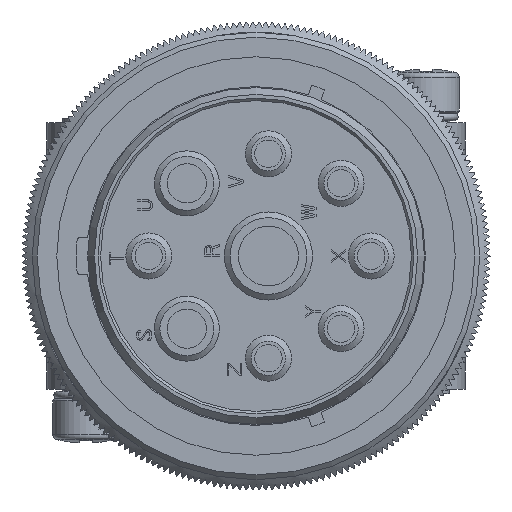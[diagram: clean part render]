
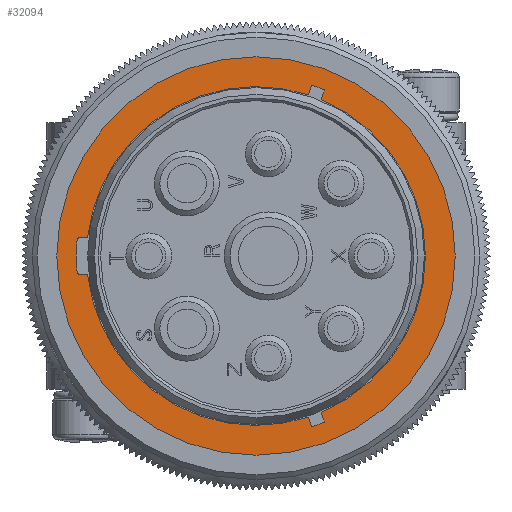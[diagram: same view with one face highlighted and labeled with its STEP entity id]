
A CAD part, left-side view. The second image highlights one B-rep face of the part: STEP entity #32094.
In plain terms, the highlighted face is planar.
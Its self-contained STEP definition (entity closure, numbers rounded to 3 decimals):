
#2305=LINE('',#49264,#3899);
#2306=LINE('',#49265,#3900);
#2307=LINE('',#49269,#3901);
#2308=LINE('',#49273,#3902);
#2309=LINE('',#49277,#3903);
#2310=LINE('',#49278,#3904);
#3899=VECTOR('',#38467,1000.);
#3900=VECTOR('',#38468,1000.);
#3901=VECTOR('',#38471,1000.);
#3902=VECTOR('',#38474,1000.);
#3903=VECTOR('',#38477,1000.);
#3904=VECTOR('',#38478,1000.);
#4804=PLANE('',#34167);
#9122=ORIENTED_EDGE('',*,*,#15043,.T.);
#9123=ORIENTED_EDGE('',*,*,#15044,.T.);
#9124=ORIENTED_EDGE('',*,*,#15045,.T.);
#9125=ORIENTED_EDGE('',*,*,#15046,.T.);
#9126=ORIENTED_EDGE('',*,*,#13184,.F.);
#9127=ORIENTED_EDGE('',*,*,#15047,.T.);
#9128=ORIENTED_EDGE('',*,*,#15048,.T.);
#9129=ORIENTED_EDGE('',*,*,#15049,.T.);
#9130=ORIENTED_EDGE('',*,*,#15050,.F.);
#9131=ORIENTED_EDGE('',*,*,#15051,.T.);
#9132=ORIENTED_EDGE('',*,*,#15052,.T.);
#9133=ORIENTED_EDGE('',*,*,#15053,.T.);
#9134=ORIENTED_EDGE('',*,*,#13178,.F.);
#9135=ORIENTED_EDGE('',*,*,#15054,.T.);
#9136=ORIENTED_EDGE('',*,*,#15042,.T.);
#13178=EDGE_CURVE('',#16484,#16485,#18601,.T.);
#13184=EDGE_CURVE('',#16490,#16491,#18604,.T.);
#15042=EDGE_CURVE('',#17892,#17892,#19089,.T.);
#15043=EDGE_CURVE('',#17893,#17894,#19090,.T.);
#15044=EDGE_CURVE('',#17894,#17895,#19091,.T.);
#15045=EDGE_CURVE('',#17895,#17896,#19092,.T.);
#15046=EDGE_CURVE('',#17896,#16491,#2305,.T.);
#15047=EDGE_CURVE('',#16490,#17897,#2306,.T.);
#15048=EDGE_CURVE('',#17897,#17898,#19093,.T.);
#15049=EDGE_CURVE('',#17898,#17899,#2307,.T.);
#15050=EDGE_CURVE('',#17900,#17899,#19094,.T.);
#15051=EDGE_CURVE('',#17900,#17901,#2308,.T.);
#15052=EDGE_CURVE('',#17901,#17902,#19095,.T.);
#15053=EDGE_CURVE('',#17902,#16485,#2309,.T.);
#15054=EDGE_CURVE('',#16484,#17893,#2310,.T.);
#16484=VERTEX_POINT('',#42998);
#16485=VERTEX_POINT('',#42999);
#16490=VERTEX_POINT('',#43010);
#16491=VERTEX_POINT('',#43012);
#17892=VERTEX_POINT('',#49255);
#17893=VERTEX_POINT('',#49258);
#17894=VERTEX_POINT('',#49259);
#17895=VERTEX_POINT('',#49261);
#17896=VERTEX_POINT('',#49263);
#17897=VERTEX_POINT('',#49266);
#17898=VERTEX_POINT('',#49268);
#17899=VERTEX_POINT('',#49270);
#17900=VERTEX_POINT('',#49272);
#17901=VERTEX_POINT('',#49274);
#17902=VERTEX_POINT('',#49276);
#18601=CIRCLE('',#33425,17.3);
#18604=CIRCLE('',#33429,17.3);
#19089=CIRCLE('',#34166,20.35);
#19090=CIRCLE('',#34168,0.2);
#19091=CIRCLE('',#34169,18.35);
#19092=CIRCLE('',#34170,0.2);
#19093=CIRCLE('',#34171,18.35);
#19094=CIRCLE('',#34172,17.3);
#19095=CIRCLE('',#34173,18.35);
#19871=EDGE_LOOP('',(#9122,#9123,#9124,#9125,#9126,#9127,#9128,#9129,#9130,
#9131,#9132,#9133,#9134,#9135));
#19872=EDGE_LOOP('',(#9136));
#21417=FACE_BOUND('',#19871,.T.);
#21418=FACE_BOUND('',#19872,.T.);
#32094=ADVANCED_FACE('',(#21417,#21418),#4804,.F.);
#33425=AXIS2_PLACEMENT_3D('',#42997,#36507,#36508);
#33429=AXIS2_PLACEMENT_3D('',#43011,#36518,#36519);
#34166=AXIS2_PLACEMENT_3D('',#49254,#38457,#38458);
#34167=AXIS2_PLACEMENT_3D('',#49256,#38459,#38460);
#34168=AXIS2_PLACEMENT_3D('',#49257,#38461,#38462);
#34169=AXIS2_PLACEMENT_3D('',#49260,#38463,#38464);
#34170=AXIS2_PLACEMENT_3D('',#49262,#38465,#38466);
#34171=AXIS2_PLACEMENT_3D('',#49267,#38469,#38470);
#34172=AXIS2_PLACEMENT_3D('',#49271,#38472,#38473);
#34173=AXIS2_PLACEMENT_3D('',#49275,#38475,#38476);
#36507=DIRECTION('',(0.,0.,-1.));
#36508=DIRECTION('',(-1.,0.,0.));
#36518=DIRECTION('',(0.,0.,-1.));
#36519=DIRECTION('',(-1.,0.,0.));
#38457=DIRECTION('',(0.,0.,-1.));
#38458=DIRECTION('',(-1.,0.,0.));
#38459=DIRECTION('',(0.,0.,1.));
#38460=DIRECTION('',(1.,0.,0.));
#38461=DIRECTION('',(0.,0.,1.));
#38462=DIRECTION('',(1.,0.,0.));
#38463=DIRECTION('',(0.,0.,1.));
#38464=DIRECTION('',(1.,0.,0.));
#38465=DIRECTION('',(0.,0.,1.));
#38466=DIRECTION('',(1.,0.,0.));
#38467=DIRECTION('',(0.,-1.,0.));
#38468=DIRECTION('',(-0.951,-0.309,0.));
#38469=DIRECTION('',(0.,0.,1.));
#38470=DIRECTION('',(1.,0.,0.));
#38471=DIRECTION('',(0.951,0.309,0.));
#38472=DIRECTION('',(0.,0.,-1.));
#38473=DIRECTION('',(-1.,0.,0.));
#38474=DIRECTION('',(0.951,-0.309,0.));
#38475=DIRECTION('',(0.,0.,1.));
#38476=DIRECTION('',(1.,0.,0.));
#38477=DIRECTION('',(-0.951,0.309,0.));
#38478=DIRECTION('',(0.,1.,0.));
#42997=CARTESIAN_POINT('',(0.,0.,-23.8));
#42998=CARTESIAN_POINT('',(1.85,17.201,-23.8));
#42999=CARTESIAN_POINT('',(16.453,-5.346,-23.8));
#43010=CARTESIAN_POINT('',(-16.453,-5.346,-23.8));
#43011=CARTESIAN_POINT('',(0.,0.,-23.8));
#43012=CARTESIAN_POINT('',(-1.85,17.201,-23.8));
#49254=CARTESIAN_POINT('',(0.,0.,-23.8));
#49255=CARTESIAN_POINT('',(-20.35,0.,-23.8));
#49256=CARTESIAN_POINT('',(0.,20.35,-23.8));
#49257=CARTESIAN_POINT('',(1.65,18.075,-23.8));
#49258=CARTESIAN_POINT('',(1.85,18.075,-23.8));
#49259=CARTESIAN_POINT('',(1.668,18.274,-23.8));
#49260=CARTESIAN_POINT('',(0.,0.,-23.8));
#49261=CARTESIAN_POINT('',(-1.668,18.274,-23.8));
#49262=CARTESIAN_POINT('',(-1.65,18.075,-23.8));
#49263=CARTESIAN_POINT('',(-1.85,18.075,-23.8));
#49264=CARTESIAN_POINT('',(-1.85,18.075,-23.8));
#49265=CARTESIAN_POINT('',(-16.168,-5.253,-23.8));
#49266=CARTESIAN_POINT('',(-17.452,-5.67,-23.8));
#49267=CARTESIAN_POINT('',(0.,0.,-23.8));
#49268=CARTESIAN_POINT('',(-16.968,-6.985,-23.8));
#49269=CARTESIAN_POINT('',(-16.968,-6.985,-23.8));
#49270=CARTESIAN_POINT('',(-15.967,-6.66,-23.8));
#49271=CARTESIAN_POINT('',(0.,0.,-23.8));
#49272=CARTESIAN_POINT('',(15.967,-6.66,-23.8));
#49273=CARTESIAN_POINT('',(15.68,-6.567,-23.8));
#49274=CARTESIAN_POINT('',(16.968,-6.985,-23.8));
#49275=CARTESIAN_POINT('',(0.,0.,-23.8));
#49276=CARTESIAN_POINT('',(17.452,-5.67,-23.8));
#49277=CARTESIAN_POINT('',(17.452,-5.67,-23.8));
#49278=CARTESIAN_POINT('',(1.85,16.899,-23.8));
